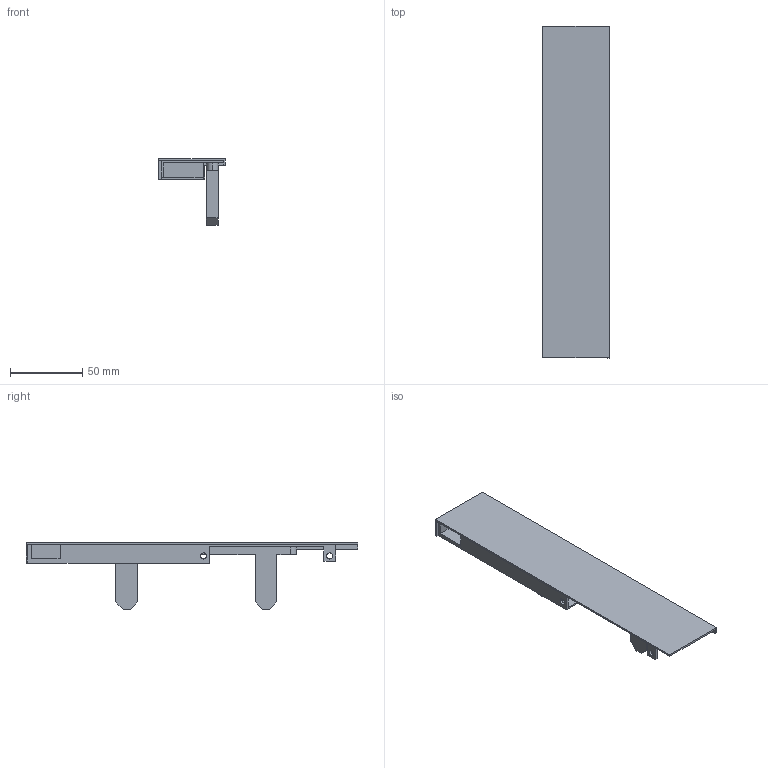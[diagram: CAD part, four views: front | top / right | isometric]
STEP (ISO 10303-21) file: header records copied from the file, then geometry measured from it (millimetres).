
FILE_DESCRIPTION (( 'STEP AP214' ), '1' );
FILE_NAME ('F007538,F007539-RIGHT_3D.step', '2023-08-22T11:10:46', ( '' ), ( '' ), 'SwSTEP 2.0', 'SolidWorks 2020', '' );
FILE_SCHEMA (( 'AUTOMOTIVE_DESIGN' ));
Length unit declared in the file: millimetre
Products named in the file (1): F007538,F007539-RIGHT_3D
Bounding box: 46 x 229 x 45.8 mm (x, y, z)
Volume: 79850 mm3; surface area: 33218.4 mm2
Topology: 1 solids, 1 shells, 62 faces, 165 edges, 110 vertices
Faces by surface type: plane 46, cylinder 16
Entity records: 1963 total; most frequent: CARTESIAN_POINT 338, ORIENTED_EDGE 330, DIRECTION 323, EDGE_CURVE 165, VECTOR 133, LINE 133, VERTEX_POINT 110, AXIS2_PLACEMENT_3D 95
